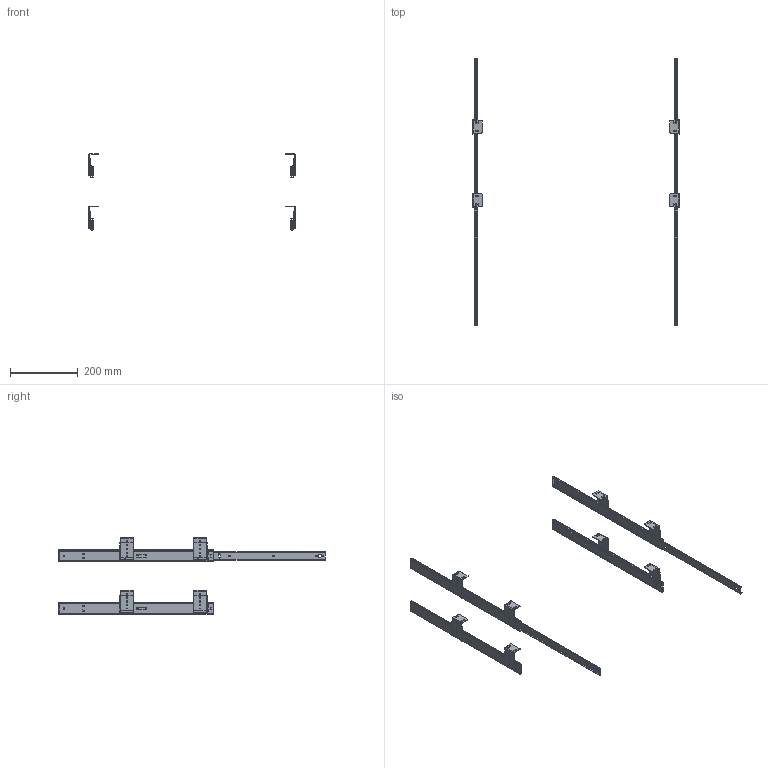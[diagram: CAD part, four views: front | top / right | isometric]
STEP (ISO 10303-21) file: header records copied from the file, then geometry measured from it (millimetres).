
FILE_DESCRIPTION( ( 'Unknown' ), '1' );
FILE_NAME( '23021-18吋.stp', 'Unknown', ( 'Unknown' ), ( 'Unknown' ), 'PSStep 14.0', 'Unknown', ' ' );
FILE_SCHEMA( ( 'AUTOMOTIVE_DESIGN { 1 0 10303 214 1 1 1 1 }' ) );
Length unit declared in the file: millimetre
Products named in the file (7): Assem1; ; ; U型焊片 W-004-A-0-04; L型托片 W-005-A-0-03; U型焊片 W-004-A-0-04_mir; 23021-18吋外框_mir1
Assembly tree (24 placements, depth 2):
  Assem1
    x2
    x4
    U型焊片 W-004-A-0-04  x4
    L型托片 W-005-A-0-03  x8
    U型焊片 W-004-A-0-04_mir  x4
    23021-18吋外框_mir1  x2
Bounding box: 612.19 x 784.7 x 225.81 mm (x, y, z)
Volume: 293588.4 mm3; surface area: 397153.1 mm2
Topology: 24 solids, 24 shells, 1016 faces, 2808 edges, 1892 vertices
Faces by surface type: plane 604, cylinder 412
Full cylindrical faces by diameter (mm): 1.35 x8, 2.2 x8, 2.4 x16, 3.1 x32, 3.2 x4, 3.3 x8, 4.2 x16, 4.4 x32, 9.5 x4
Entity records: 12518 total; most frequent: DIRECTION 1710, CARTESIAN_POINT 1699, ORIENTED_EDGE 1616, EDGE_CURVE 808, LINE 580, VECTOR 580, AXIS2_PLACEMENT_3D 565, VERTEX_POINT 554
